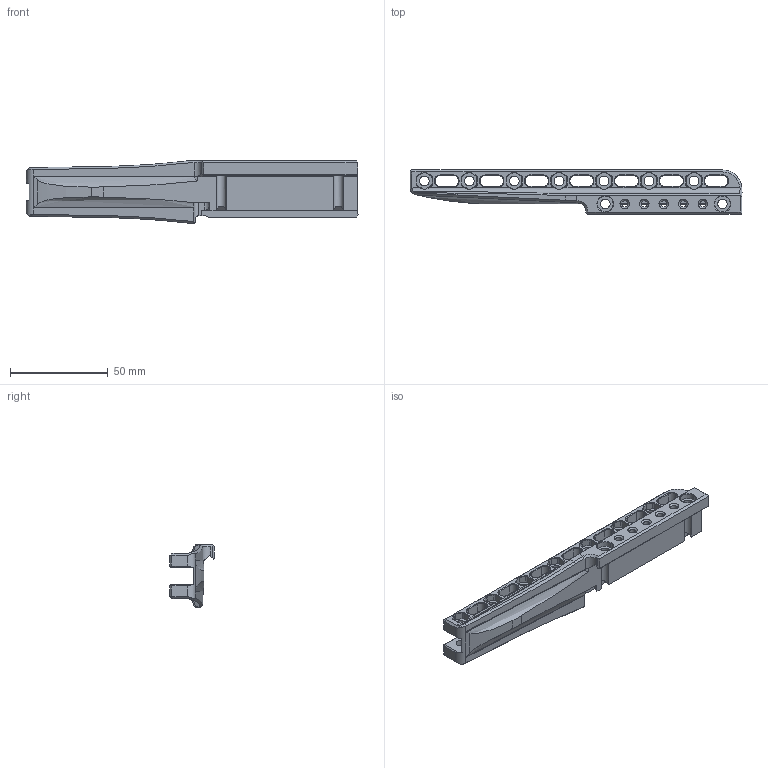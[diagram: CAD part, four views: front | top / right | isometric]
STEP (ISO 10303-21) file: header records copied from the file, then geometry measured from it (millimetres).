
FILE_DESCRIPTION (( 'STEP AP203' ), '1' );
FILE_NAME ('闃膼瘔.STEP', '2021-11-29T13:02:57', ( '' ), ( '' ), 'SwSTEP 2.0', 'SolidWorks 2017', '' );
FILE_SCHEMA (( 'CONFIG_CONTROL_DESIGN' ));
Length unit declared in the file: millimetre
Products named in the file (1): 闃膼瘔
Bounding box: 170 x 22.54 x 32 mm (x, y, z)
Volume: 39070.8 mm3; surface area: 23055.4 mm2
Topology: 1 solids, 1 shells, 654 faces, 1670 edges, 1014 vertices
Faces by surface type: plane 283, cylinder 182, cone 138, bspline 51
Entity records: 25154 total; most frequent: CARTESIAN_POINT 9378, ORIENTED_EDGE 3336, DIRECTION 3193, EDGE_CURVE 1668, AXIS2_PLACEMENT_3D 1093, VERTEX_POINT 1014, VECTOR 1007, LINE 1007
